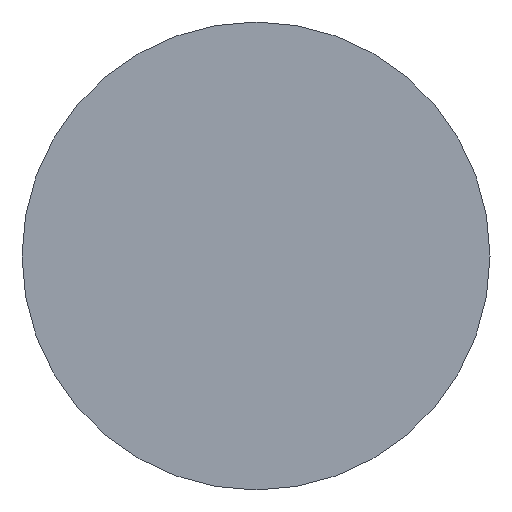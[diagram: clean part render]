
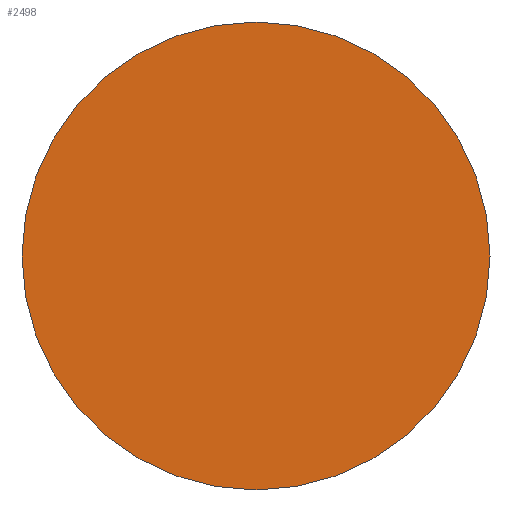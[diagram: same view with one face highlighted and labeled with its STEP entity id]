
A CAD part, top view. The second image highlights one B-rep face of the part: STEP entity #2498.
In plain terms, the highlighted planar face has unit normal (0, 0, 1).
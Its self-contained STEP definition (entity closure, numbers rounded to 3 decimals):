
#2081=CARTESIAN_POINT('Vertex',(0.,-42.166,89.5)) ;
#2084=CARTESIAN_POINT('Axis2P3D Location',(0.,0.,89.5)) ;
#2088=CARTESIAN_POINT('Vertex',(0.,42.166,89.5)) ;
#2458=CARTESIAN_POINT('Axis2P3D Location',(0.,0.,89.5)) ;
#2489=CARTESIAN_POINT('Axis2P3D Location',(0.,-42.166,89.5)) ;
#2085=DIRECTION('Axis2P3D Direction',(0.,0.,1.)) ;
#2459=DIRECTION('Axis2P3D Direction',(0.,0.,1.)) ;
#2490=DIRECTION('Axis2P3D Direction',(0.,0.,1.)) ;
#2491=DIRECTION('Axis2P3D XDirection',(1.,0.,0.)) ;
#2086=AXIS2_PLACEMENT_3D('Circle Axis2P3D',#2084,#2085,$) ;
#2460=AXIS2_PLACEMENT_3D('Circle Axis2P3D',#2458,#2459,$) ;
#2492=AXIS2_PLACEMENT_3D('Plane Axis2P3D',#2489,#2490,#2491) ;
#2087=CIRCLE('generated circle',#2086,42.166) ;
#2461=CIRCLE('generated circle',#2460,42.166) ;
#2493=PLANE('',#2492) ;
#2090=EDGE_CURVE('',#2089,#2082,#2087,.T.) ;
#2462=EDGE_CURVE('',#2082,#2089,#2461,.T.) ;
#2495=ORIENTED_EDGE('',*,*,#2462,.T.) ;
#2496=ORIENTED_EDGE('',*,*,#2090,.T.) ;
#2494=EDGE_LOOP('',(#2495,#2496)) ;
#2082=VERTEX_POINT('',#2081) ;
#2089=VERTEX_POINT('',#2088) ;
#2498=ADVANCED_FACE('PartBody',(#2497),#2493,.T.) ;
#2497=FACE_OUTER_BOUND('',#2494,.T.) ;
